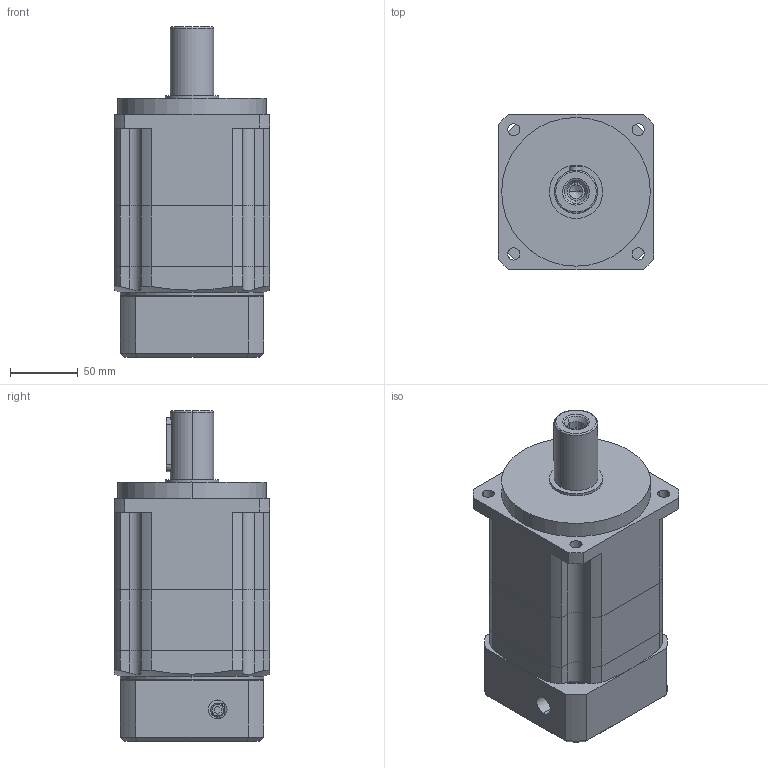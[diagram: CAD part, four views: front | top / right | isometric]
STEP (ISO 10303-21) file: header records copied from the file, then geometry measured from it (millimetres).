
FILE_DESCRIPTION (( 'STEP AP203' ), '1' );
FILE_NAME ('GPB115-L2-(19-95-115-M8).STEP', '2022-05-25T02:15:09', ( '微软用户' ), ( '微软中国' ), 'SwSTEP 2.0', 'SolidWorks 2018', '' );
FILE_SCHEMA (( 'CONFIG_CONTROL_DESIGN' ));
Length unit declared in the file: millimetre
Products named in the file (1): GPB115-L2-(19-95-115-M8)
Bounding box: 115 x 115 x 244.5 mm (x, y, z)
Volume: 1973049.7 mm3; surface area: 207550.6 mm2
Topology: 6 solids, 6 shells, 258 faces, 651 edges, 415 vertices
Faces by surface type: cylinder 117, plane 111, cone 24, torus 6
Entity records: 8335 total; most frequent: CARTESIAN_POINT 1935, DIRECTION 1369, ORIENTED_EDGE 1282, EDGE_CURVE 641, AXIS2_PLACEMENT_3D 512, VERTEX_POINT 415, VECTOR 345, LINE 345
